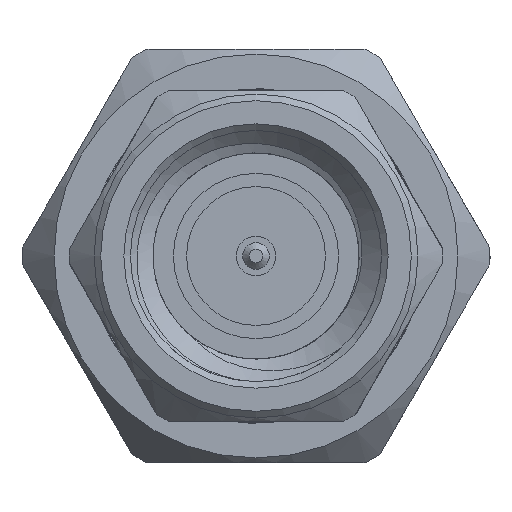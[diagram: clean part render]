
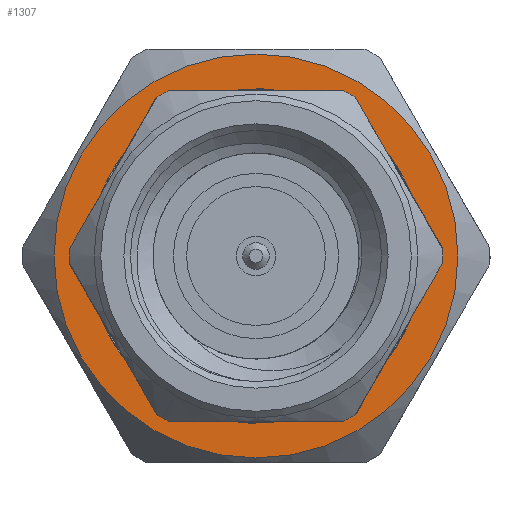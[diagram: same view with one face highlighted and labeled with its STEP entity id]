
A CAD part, left-side view. The second image highlights one B-rep face of the part: STEP entity #1307.
In plain terms, the highlighted planar face has unit normal (-1, 0, 0).
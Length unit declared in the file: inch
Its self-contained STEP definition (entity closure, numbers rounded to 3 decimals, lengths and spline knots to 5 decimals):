
#149 = DIRECTION ( 'NONE',  ( -1., 0., 0. ) ) ;
#174 = FACE_OUTER_BOUND ( 'NONE', #4650, .T. ) ;
#345 = CIRCLE ( 'NONE', #4874, 0.12619 ) ;
#455 = DIRECTION ( 'NONE',  ( -1., 0., 0. ) ) ;
#965 = EDGE_LOOP ( 'NONE', ( #5262 ) ) ;
#1085 = CARTESIAN_POINT ( 'NONE',  ( 0.46154, 0., 0. ) ) ;
#1307 = ADVANCED_FACE ( 'NONE', ( #4150, #174 ), #1873, .T. ) ;
#1873 = PLANE ( 'NONE',  #4499 ) ;
#2150 = ORIENTED_EDGE ( 'NONE', *, *, #5040, .F. ) ;
#2539 = CARTESIAN_POINT ( 'NONE',  ( 0.46154, 0., 0.12619 ) ) ;
#2551 = DIRECTION ( 'NONE',  ( 0., 0.5, 0.866 ) ) ;
#2733 = DIRECTION ( 'NONE',  ( 0., -0.5, -0.866 ) ) ;
#3073 = EDGE_CURVE ( 'NONE', #3608, #3608, #345, .T. ) ;
#3164 = CIRCLE ( 'NONE', #4648, 0.15279 ) ;
#3466 = CARTESIAN_POINT ( 'NONE',  ( 0.46154, 0., 0. ) ) ;
#3608 = VERTEX_POINT ( 'NONE', #2539 ) ;
#3896 = DIRECTION ( 'NONE',  ( 0., 0., 1. ) ) ;
#4150 = FACE_BOUND ( 'NONE', #965, .T. ) ;
#4499 = AXIS2_PLACEMENT_3D ( 'NONE', #1085, #149, #2733 ) ;
#4648 = AXIS2_PLACEMENT_3D ( 'NONE', #5621, #5595, #2551 ) ;
#4650 = EDGE_LOOP ( 'NONE', ( #2150 ) ) ;
#4874 = AXIS2_PLACEMENT_3D ( 'NONE', #3466, #455, #3896 ) ;
#5040 = EDGE_CURVE ( 'NONE', #5204, #5204, #3164, .T. ) ;
#5204 = VERTEX_POINT ( 'NONE', #5580 ) ;
#5262 = ORIENTED_EDGE ( 'NONE', *, *, #3073, .F. ) ;
#5580 = CARTESIAN_POINT ( 'NONE',  ( 0.46154, 0.0764, 0.13232 ) ) ;
#5595 = DIRECTION ( 'NONE',  ( 1., 0., 0. ) ) ;
#5621 = CARTESIAN_POINT ( 'NONE',  ( 0.46154, 0., 0. ) ) ;
